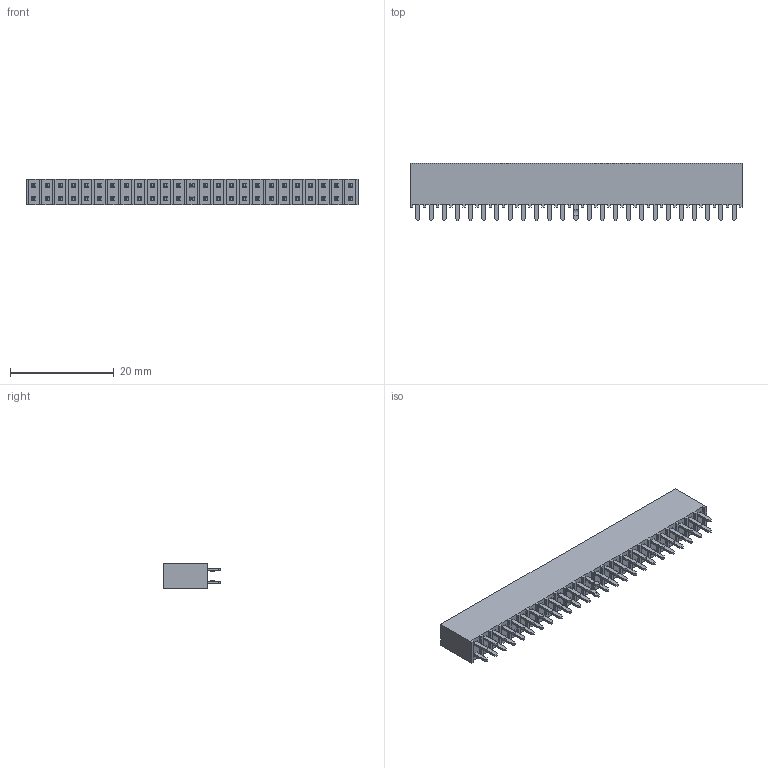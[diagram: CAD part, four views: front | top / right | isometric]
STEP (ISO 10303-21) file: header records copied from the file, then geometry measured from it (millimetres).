
FILE_DESCRIPTION(/* description */ ('STEP AP214'),/* implementation_level */ '2;1');
FILE_NAME(/* name */ 'SSW-125-01-T-D-LL',/* time_stamp */ '2024-05-18T21:29:03+02:00',/* author */ ('License CC BY-ND 4.0'),/* organization */ ('CADENAS'),/* preprocessor_version */ 'ST-DEVELOPER v19.3',/* originating_system */ 'PARTsolutions',/* authorisation */ ' ');
FILE_SCHEMA (('CONFIG_CONTROL_DESIGN','AUTOMOTIVE_DESIGN {1 0 10303 214 3 1 1}'));
Length unit declared in the file: inch
Products named in the file (3): SSW-125-01-T-D-LL; T1SSW-125-01-T-D-LL; P2SSW-125-01-T-D-LL
Assembly tree (2 placements, depth 2):
  SSW-125-01-T-D-LL
    T1SSW-125-01-T-D-LL
    P2SSW-125-01-T-D-LL
Bounding box: 64.01 x 11.15 x 4.95 mm (x, y, z)
Volume: 2405.7 mm3; surface area: 3965.9 mm2
Topology: 2 solids, 2 shells, 674 faces, 1860 edges, 1240 vertices
Faces by surface type: plane 666, cylinder 8
Entity records: 21298 total; most frequent: CARTESIAN_POINT 3777, ORIENTED_EDGE 3720, DIRECTION 3230, EDGE_CURVE 1860, LINE 1844, VECTOR 1844, VERTEX_POINT 1240, EDGE_LOOP 824
